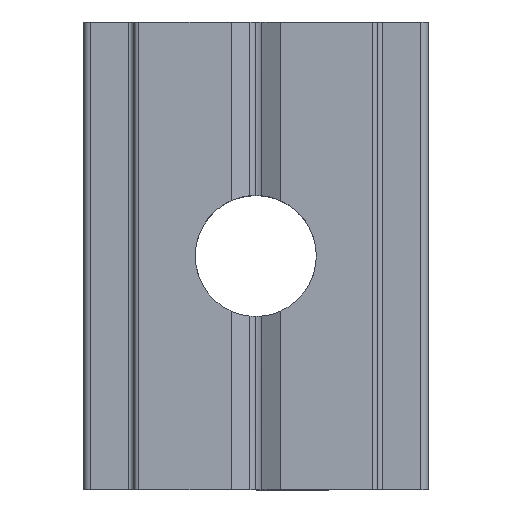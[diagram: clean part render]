
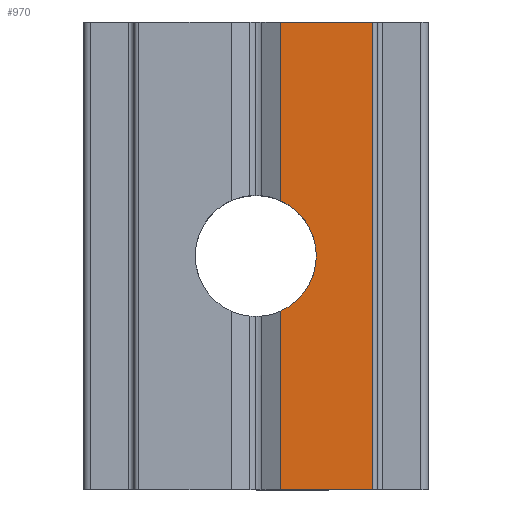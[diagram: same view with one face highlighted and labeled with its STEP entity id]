
A CAD part, top view. The second image highlights one B-rep face of the part: STEP entity #970.
In plain terms, the highlighted planar face has unit normal (0, 0, 1).
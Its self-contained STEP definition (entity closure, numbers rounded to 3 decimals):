
#11 = LINE ( 'NONE', #1490, #54 ) ;
#54 = VECTOR ( 'NONE', #1355, 1000. ) ;
#120 = PLANE ( 'NONE',  #1063 ) ;
#140 = VECTOR ( 'NONE', #755, 1000. ) ;
#238 = VERTEX_POINT ( 'NONE', #1220 ) ;
#244 = CIRCLE ( 'NONE', #1708, 2.458 ) ;
#248 = CARTESIAN_POINT ( 'NONE',  ( 4.75, 9.5, 1.5 ) ) ;
#258 = ORIENTED_EDGE ( 'NONE', *, *, #511, .F. ) ;
#279 = CARTESIAN_POINT ( 'NONE',  ( 1., 9.5, 1.5 ) ) ;
#387 = LINE ( 'NONE', #1157, #1840 ) ;
#420 = DIRECTION ( 'NONE',  ( 0., 1., 0. ) ) ;
#492 = EDGE_LOOP ( 'NONE', ( #620, #808, #258, #687, #1432, #967 ) ) ;
#511 = EDGE_CURVE ( 'NONE', #843, #920, #676, .T. ) ;
#521 = EDGE_CURVE ( 'NONE', #238, #964, #1267, .T. ) ;
#550 = CARTESIAN_POINT ( 'NONE',  ( 1., 9.5, 1.5 ) ) ;
#582 = DIRECTION ( 'NONE',  ( -1., 0., 0. ) ) ;
#620 = ORIENTED_EDGE ( 'NONE', *, *, #1740, .F. ) ;
#676 = LINE ( 'NONE', #248, #1170 ) ;
#687 = ORIENTED_EDGE ( 'NONE', *, *, #1118, .T. ) ;
#694 = CARTESIAN_POINT ( 'NONE',  ( 1., 9.5, 1.5 ) ) ;
#710 = VERTEX_POINT ( 'NONE', #899 ) ;
#743 = LINE ( 'NONE', #750, #140 ) ;
#750 = CARTESIAN_POINT ( 'NONE',  ( 1., 9.5, 1.5 ) ) ;
#755 = DIRECTION ( 'NONE',  ( 0., 1., 0. ) ) ;
#779 = DIRECTION ( 'NONE',  ( 0., 0., 1. ) ) ;
#808 = ORIENTED_EDGE ( 'NONE', *, *, #1610, .F. ) ;
#843 = VERTEX_POINT ( 'NONE', #1677 ) ;
#880 = VECTOR ( 'NONE', #1135, 1000. ) ;
#899 = CARTESIAN_POINT ( 'NONE',  ( 1., -9.5, 1.5 ) ) ;
#920 = VERTEX_POINT ( 'NONE', #1246 ) ;
#927 = CARTESIAN_POINT ( 'NONE',  ( 0., 0., 1.5 ) ) ;
#964 = VERTEX_POINT ( 'NONE', #550 ) ;
#967 = ORIENTED_EDGE ( 'NONE', *, *, #1839, .F. ) ;
#970 = ADVANCED_FACE ( 'NONE', ( #1017 ), #120, .F. ) ;
#1017 = FACE_OUTER_BOUND ( 'NONE', #492, .T. ) ;
#1063 = AXIS2_PLACEMENT_3D ( 'NONE', #279, #1563, #420 ) ;
#1118 = EDGE_CURVE ( 'NONE', #843, #964, #387, .T. ) ;
#1135 = DIRECTION ( 'NONE',  ( 0., 1., 0. ) ) ;
#1157 = CARTESIAN_POINT ( 'NONE',  ( -7.182, 9.5, 1.5 ) ) ;
#1170 = VECTOR ( 'NONE', #1704, 1000. ) ;
#1204 = DIRECTION ( 'NONE',  ( 0., -1., 0. ) ) ;
#1220 = CARTESIAN_POINT ( 'NONE',  ( 1., 2.246, 1.5 ) ) ;
#1246 = CARTESIAN_POINT ( 'NONE',  ( 4.75, -9.5, 1.5 ) ) ;
#1267 = LINE ( 'NONE', #694, #880 ) ;
#1308 = VERTEX_POINT ( 'NONE', #1350 ) ;
#1350 = CARTESIAN_POINT ( 'NONE',  ( 1., -2.246, 1.5 ) ) ;
#1355 = DIRECTION ( 'NONE',  ( -1., 0., 0. ) ) ;
#1432 = ORIENTED_EDGE ( 'NONE', *, *, #521, .F. ) ;
#1490 = CARTESIAN_POINT ( 'NONE',  ( -7.182, -9.5, 1.5 ) ) ;
#1563 = DIRECTION ( 'NONE',  ( 0., 0., -1. ) ) ;
#1610 = EDGE_CURVE ( 'NONE', #920, #710, #11, .T. ) ;
#1677 = CARTESIAN_POINT ( 'NONE',  ( 4.75, 9.5, 1.5 ) ) ;
#1704 = DIRECTION ( 'NONE',  ( 0., -1., 0. ) ) ;
#1708 = AXIS2_PLACEMENT_3D ( 'NONE', #927, #779, #1204 ) ;
#1740 = EDGE_CURVE ( 'NONE', #710, #1308, #743, .T. ) ;
#1839 = EDGE_CURVE ( 'NONE', #1308, #238, #244, .T. ) ;
#1840 = VECTOR ( 'NONE', #582, 1000. ) ;
